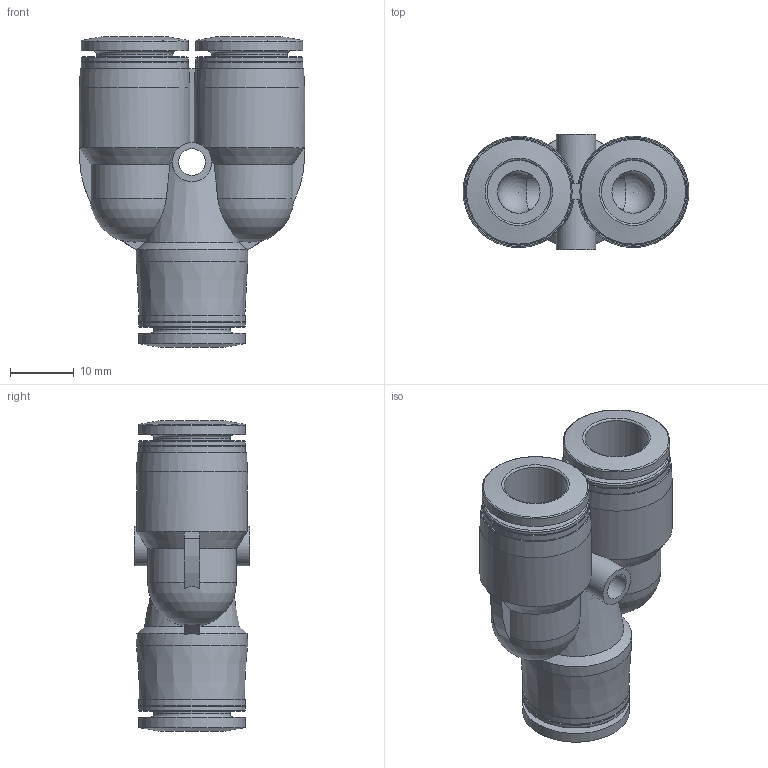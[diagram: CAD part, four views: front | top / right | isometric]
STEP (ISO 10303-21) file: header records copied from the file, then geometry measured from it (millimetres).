
FILE_DESCRIPTION(/* description */ ('STEP AP214'),/* implementation_level */ '2;1');
FILE_NAME(/* name */ '133122_NPQP-Y-Q10-E-FD-P10',/* time_stamp */ '2024-09-13T08:15:53+02:00',/* author */ ('License CC BY-ND 4.0'),/* organization */ ('CADENAS'),/* preprocessor_version */ 'ST-DEVELOPER v19.3',/* originating_system */ 'PARTsolutions',/* authorisation */ ' ');
FILE_SCHEMA (('AUTOMOTIVE_DESIGN {1 0 10303 214 3 1 1}'));
Length unit declared in the file: millimetre
Products named in the file (1): 133122 NPQP-Y-Q10-E-FD-P10
Bounding box: 35.5 x 18.2 x 48.8 mm (x, y, z)
Volume: 11113.8 mm3; surface area: 8014.4 mm2
Topology: 1 solids, 1 shells, 105 faces, 255 edges, 157 vertices
Faces by surface type: plane 36, cylinder 34, cone 23, torus 8, sphere 4
Full cylindrical faces by diameter (mm): 4.2 x1, 5.7 x1, 6.2 x2, 6.7 x2, 10 x3, 12 x3, 16.8 x9, 17.5 x1
Entity records: 2934 total; most frequent: CARTESIAN_POINT 692, DIRECTION 468, ORIENTED_EDGE 402, AXIS2_PLACEMENT_3D 215, EDGE_CURVE 201, EDGE_LOOP 162, FACE_BOUND 162, VERTEX_POINT 149
